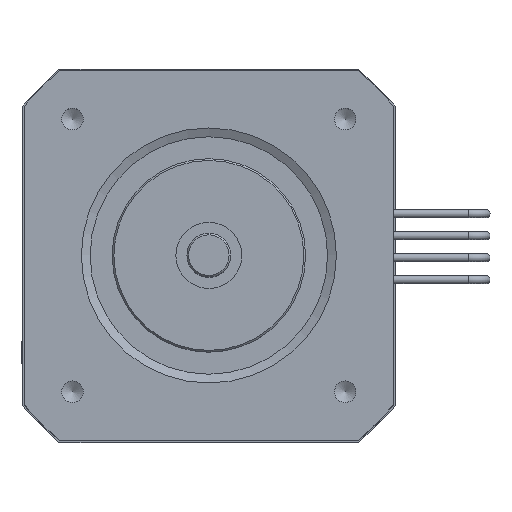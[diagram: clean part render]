
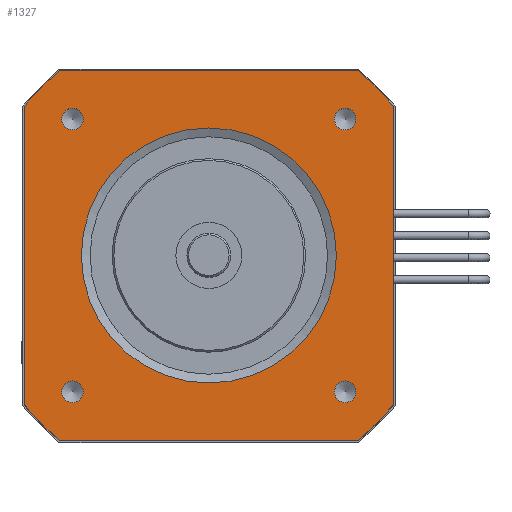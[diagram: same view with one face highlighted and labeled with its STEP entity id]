
A CAD part, top view. The second image highlights one B-rep face of the part: STEP entity #1327.
In plain terms, the highlighted planar face has unit normal (0, 0, 1).
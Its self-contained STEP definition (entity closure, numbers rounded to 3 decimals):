
#1013=CARTESIAN_POINT('',(21.,16.971,11.0));
#1014=VERTEX_POINT('',#1013);
#1021=CARTESIAN_POINT('',(21.0,-16.971,11.0));
#1022=VERTEX_POINT('',#1021);
#1023=CARTESIAN_POINT('',(21.,16.971,11.0));
#1024=DIRECTION('',(0.0,-1.0,0.0));
#1025=VECTOR('',#1024,33.941);
#1026=LINE('',#1023,#1025);
#1027=EDGE_CURVE('',#1014,#1022,#1026,.T.);
#1169=CARTESIAN_POINT('',(-16.971,21.0,11.0));
#1170=VERTEX_POINT('',#1169);
#1177=CARTESIAN_POINT('',(16.971,21.,11.0));
#1178=VERTEX_POINT('',#1177);
#1179=CARTESIAN_POINT('',(-16.971,21.0,11.0));
#1180=DIRECTION('',(1.0,0.0,0.0));
#1181=VECTOR('',#1180,33.941);
#1182=LINE('',#1179,#1181);
#1183=EDGE_CURVE('',#1170,#1178,#1182,.T.);
#1211=CARTESIAN_POINT('',(14.5,0.,11.0));
#1212=VERTEX_POINT('',#1211);
#1213=CARTESIAN_POINT('',(0.0,0.0,11.0));
#1214=DIRECTION('',(0.0,0.0,1.0));
#1215=DIRECTION('',(-1.0,0.0,0.0));
#1216=AXIS2_PLACEMENT_3D('',#1213,#1214,#1215);
#1217=CIRCLE('',#1216,14.5);
#1218=EDGE_CURVE('',#1212,#1212,#1217,.T.);
#1223=CARTESIAN_POINT('',(0.,0.,11.0));
#1224=DIRECTION('',(0.0,0.0,1.0));
#1225=DIRECTION('',(1.0,0.0,0.0));
#1226=AXIS2_PLACEMENT_3D('',#1223,#1224,#1225);
#1227=PLANE('',#1226);
#1228=ORIENTED_EDGE('',*,*,#1183,.F.);
#1229=CARTESIAN_POINT('',(-21.,16.971,11.0));
#1230=VERTEX_POINT('',#1229);
#1231=CARTESIAN_POINT('',(0.0,0.0,11.0));
#1232=DIRECTION('',(0.0,0.0,-1.0));
#1233=DIRECTION('',(-0.629,0.778,0.0));
#1234=AXIS2_PLACEMENT_3D('',#1231,#1232,#1233);
#1235=CIRCLE('',#1234,27.0);
#1236=EDGE_CURVE('',#1230,#1170,#1235,.T.);
#1237=ORIENTED_EDGE('',*,*,#1236,.F.);
#1238=CARTESIAN_POINT('',(-21.,-16.971,11.0));
#1239=VERTEX_POINT('',#1238);
#1240=CARTESIAN_POINT('',(-21.,-16.971,11.0));
#1241=DIRECTION('',(0.0,1.0,0.0));
#1242=VECTOR('',#1241,33.941);
#1243=LINE('',#1240,#1242);
#1244=EDGE_CURVE('',#1239,#1230,#1243,.T.);
#1245=ORIENTED_EDGE('',*,*,#1244,.F.);
#1246=CARTESIAN_POINT('',(-16.971,-21.0,11.0));
#1247=VERTEX_POINT('',#1246);
#1248=CARTESIAN_POINT('',(0.0,0.0,11.0));
#1249=DIRECTION('',(0.0,0.0,-1.0));
#1250=DIRECTION('',(-0.778,-0.629,0.0));
#1251=AXIS2_PLACEMENT_3D('',#1248,#1249,#1250);
#1252=CIRCLE('',#1251,27.);
#1253=EDGE_CURVE('',#1247,#1239,#1252,.T.);
#1254=ORIENTED_EDGE('',*,*,#1253,.F.);
#1255=CARTESIAN_POINT('',(16.971,-21.,11.0));
#1256=VERTEX_POINT('',#1255);
#1257=CARTESIAN_POINT('',(16.971,-21.,11.0));
#1258=DIRECTION('',(-1.0,0.0,0.0));
#1259=VECTOR('',#1258,33.941);
#1260=LINE('',#1257,#1259);
#1261=EDGE_CURVE('',#1256,#1247,#1260,.T.);
#1262=ORIENTED_EDGE('',*,*,#1261,.F.);
#1263=CARTESIAN_POINT('',(0.0,0.0,11.0));
#1264=DIRECTION('',(0.0,0.0,-1.0));
#1265=DIRECTION('',(0.629,-0.778,0.0));
#1266=AXIS2_PLACEMENT_3D('',#1263,#1264,#1265);
#1267=CIRCLE('',#1266,27.0);
#1268=EDGE_CURVE('',#1022,#1256,#1267,.T.);
#1269=ORIENTED_EDGE('',*,*,#1268,.F.);
#1270=ORIENTED_EDGE('',*,*,#1027,.F.);
#1271=CARTESIAN_POINT('',(0.0,0.0,11.0));
#1272=DIRECTION('',(0.0,0.0,-1.0));
#1273=DIRECTION('',(0.778,0.629,0.0));
#1274=AXIS2_PLACEMENT_3D('',#1271,#1272,#1273);
#1275=CIRCLE('',#1274,27.);
#1276=EDGE_CURVE('',#1178,#1014,#1275,.T.);
#1277=ORIENTED_EDGE('',*,*,#1276,.F.);
#1278=EDGE_LOOP('',(#1228,#1237,#1245,#1254,#1262,#1269,#1270,#1277));
#1279=FACE_OUTER_BOUND('',#1278,.T.);
#1280=CARTESIAN_POINT('',(14.271,15.5,11.0));
#1281=VERTEX_POINT('',#1280);
#1282=CARTESIAN_POINT('',(15.5,15.5,11.0));
#1283=DIRECTION('',(0.0,0.0,-1.0));
#1284=DIRECTION('',(1.0,0.0,0.0));
#1285=AXIS2_PLACEMENT_3D('',#1282,#1283,#1284);
#1286=CIRCLE('',#1285,1.23);
#1287=EDGE_CURVE('',#1281,#1281,#1286,.T.);
#1288=ORIENTED_EDGE('',*,*,#1287,.T.);
#1289=EDGE_LOOP('',(#1288));
#1290=FACE_BOUND('',#1289,.T.);
#1291=CARTESIAN_POINT('',(-16.729,15.5,11.0));
#1292=VERTEX_POINT('',#1291);
#1293=CARTESIAN_POINT('',(-15.5,15.5,11.0));
#1294=DIRECTION('',(0.0,0.0,-1.0));
#1295=DIRECTION('',(1.0,0.0,0.0));
#1296=AXIS2_PLACEMENT_3D('',#1293,#1294,#1295);
#1297=CIRCLE('',#1296,1.23);
#1298=EDGE_CURVE('',#1292,#1292,#1297,.T.);
#1299=ORIENTED_EDGE('',*,*,#1298,.T.);
#1300=EDGE_LOOP('',(#1299));
#1301=FACE_BOUND('',#1300,.T.);
#1302=CARTESIAN_POINT('',(14.271,-15.5,11.0));
#1303=VERTEX_POINT('',#1302);
#1304=CARTESIAN_POINT('',(15.5,-15.5,11.0));
#1305=DIRECTION('',(0.0,0.0,-1.0));
#1306=DIRECTION('',(1.0,0.0,0.0));
#1307=AXIS2_PLACEMENT_3D('',#1304,#1305,#1306);
#1308=CIRCLE('',#1307,1.23);
#1309=EDGE_CURVE('',#1303,#1303,#1308,.T.);
#1310=ORIENTED_EDGE('',*,*,#1309,.T.);
#1311=EDGE_LOOP('',(#1310));
#1312=FACE_BOUND('',#1311,.T.);
#1313=CARTESIAN_POINT('',(-16.73,-15.5,11.0));
#1314=VERTEX_POINT('',#1313);
#1315=CARTESIAN_POINT('',(-15.5,-15.5,11.0));
#1316=DIRECTION('',(0.0,0.0,-1.0));
#1317=DIRECTION('',(1.0,0.0,0.0));
#1318=AXIS2_PLACEMENT_3D('',#1315,#1316,#1317);
#1319=CIRCLE('',#1318,1.23);
#1320=EDGE_CURVE('',#1314,#1314,#1319,.T.);
#1321=ORIENTED_EDGE('',*,*,#1320,.T.);
#1322=EDGE_LOOP('',(#1321));
#1323=FACE_BOUND('',#1322,.T.);
#1324=ORIENTED_EDGE('',*,*,#1218,.F.);
#1325=EDGE_LOOP('',(#1324));
#1326=FACE_BOUND('',#1325,.T.);
#1327=ADVANCED_FACE('',(#1279,#1290,#1301,#1312,#1323,#1326),#1227,.T.);
